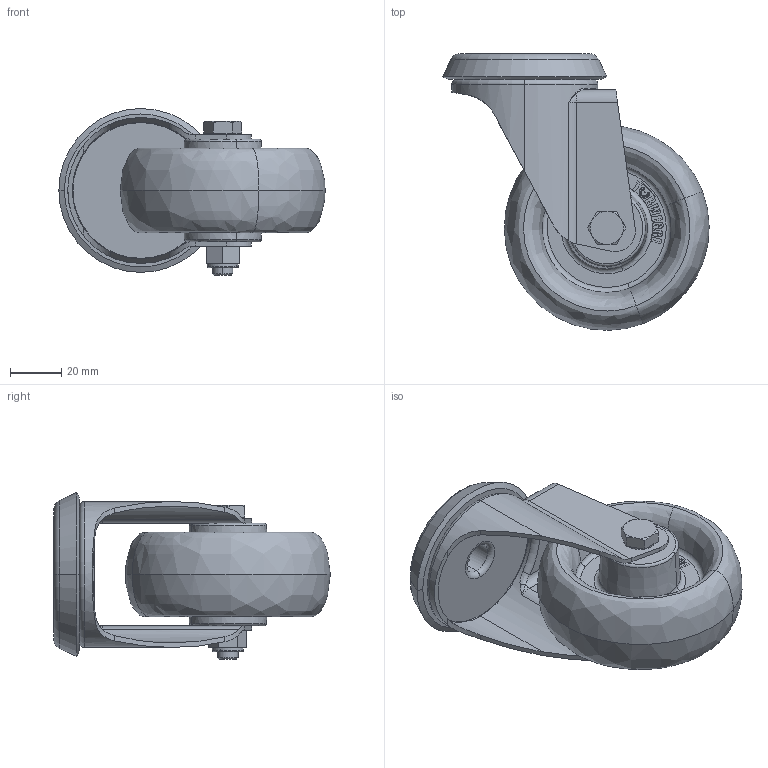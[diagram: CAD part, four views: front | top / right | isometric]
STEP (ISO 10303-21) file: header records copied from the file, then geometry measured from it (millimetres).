
FILE_DESCRIPTION (( 'STEP AP214' ), '1' );
FILE_NAME ('0023399.step', '2022-09-30T09:04:30', ( '' ), ( '' ), 'SwSTEP 2.0', 'SolidWorks 2020', '' );
FILE_SCHEMA (( 'AUTOMOTIVE_DESIGN' ));
Length unit declared in the file: millimetre
Products named in the file (1): 0023399
Bounding box: 104 x 108 x 65.2 mm (x, y, z)
Volume: 156328.6 mm3; surface area: 46983.3 mm2
Topology: 4 solids, 4 shells, 302 faces, 756 edges, 477 vertices
Faces by surface type: plane 147, bspline 57, torus 40, cylinder 38, cone 20
Entity records: 14635 total; most frequent: CARTESIAN_POINT 4404, ORIENTED_EDGE 1504, DIRECTION 1283, EDGE_CURVE 752, VERTEX_POINT 477, AXIS2_PLACEMENT_3D 439, LINE 405, VECTOR 405
